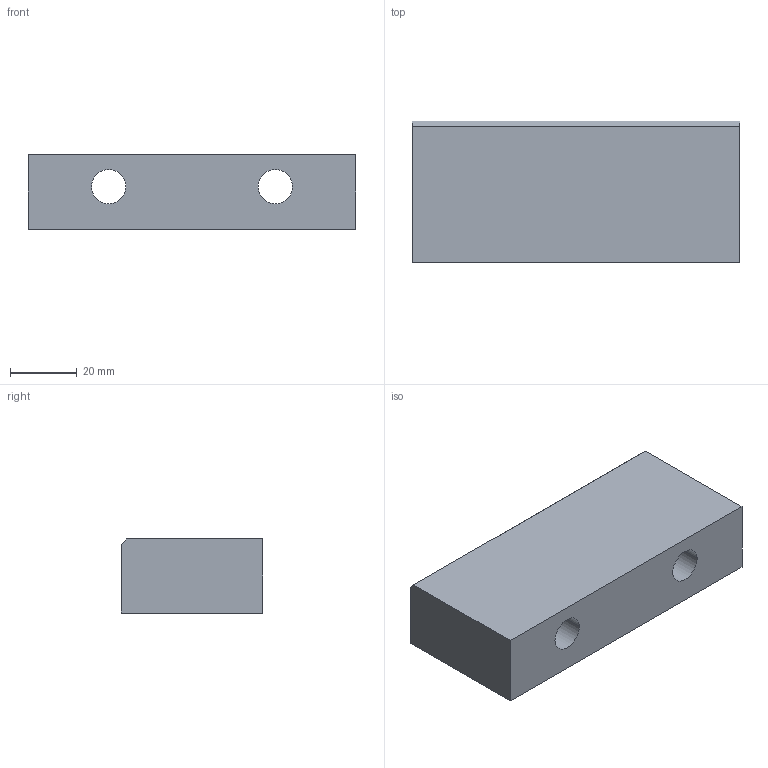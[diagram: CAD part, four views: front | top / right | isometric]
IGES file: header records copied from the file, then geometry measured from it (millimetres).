
Start section:  PTC IGES file: tank_insul_pad_large.igs
Global section: file name: 49Htank_insul_pad_large.igs; native system: Pro/ENGINEER by Parametric Technology Corporation; preprocessor: 2004090; author: ghiorso; organization: Unknown; date: 060215.224016; units: inch
Bounding box: 98.42 x 42.52 x 22.23 mm (x, y, z)
Surface area: 16962.6 mm2 (no closed solid volume)
Topology: 0 solids, 0 shells, 11 faces, 54 edges, 54 vertices
Faces by surface type: bspline 7, revolution 4
